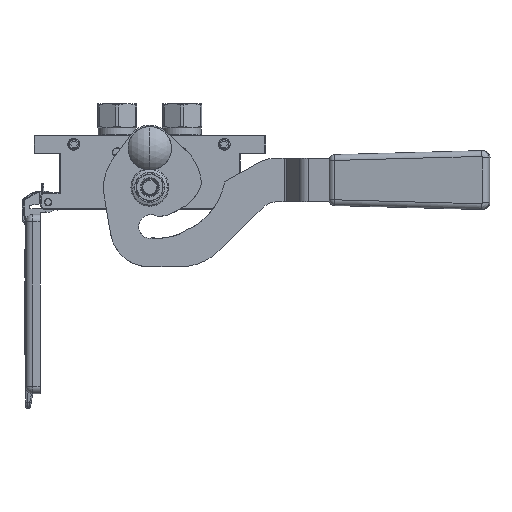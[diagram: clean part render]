
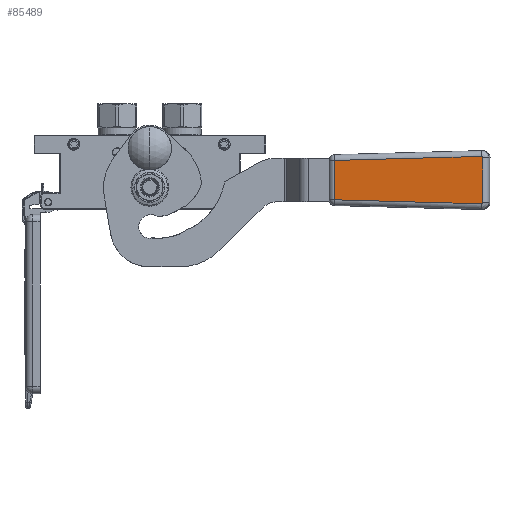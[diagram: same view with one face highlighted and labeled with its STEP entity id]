
A CAD part, front view. The second image highlights one B-rep face of the part: STEP entity #85489.
In plain terms, the highlighted face is planar.
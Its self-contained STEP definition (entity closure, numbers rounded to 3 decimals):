
#1326 = ORIENTED_EDGE ( 'NONE', *, *, #60915, .F. ) ;
#3167 = EDGE_CURVE ( 'NONE', #17986, #70207, #75661, .T. ) ;
#5397 = CARTESIAN_POINT ( 'NONE',  ( 16.363, 0.069, -5.081 ) ) ;
#6840 = VECTOR ( 'NONE', #24806, 1000. ) ;
#7759 = B_SPLINE_CURVE_WITH_KNOTS ( 'NONE', 3,
 ( #65639, #64674, #80309, #94919, #79003, #65301, #35875, #95226, #43346, #34916, #5397 ),
 .UNSPECIFIED., .F., .F.,
 ( 4, 1, 1, 1, 1, 1, 1, 1, 4 ),
 ( 0., 0.125, 0.25, 0.375, 0.5, 0.625, 0.75, 0.875, 1. ),
 .UNSPECIFIED. ) ;
#9109 = EDGE_LOOP ( 'NONE', ( #42705, #15842, #1326, #53804, #65455, #79615 ) ) ;
#10643 = CARTESIAN_POINT ( 'NONE',  ( -16.209, 0.061, -4.509 ) ) ;
#11290 = CARTESIAN_POINT ( 'NONE',  ( -16.301, 0.063, -4.688 ) ) ;
#12584 = CARTESIAN_POINT ( 'NONE',  ( 16.363, 0.069, -5.081 ) ) ;
#12927 = CARTESIAN_POINT ( 'NONE',  ( 13.607, 1.447, -107.054 ) ) ;
#15842 = ORIENTED_EDGE ( 'NONE', *, *, #3167, .F. ) ;
#17675 = CARTESIAN_POINT ( 'NONE',  ( 16.363, 0.069, -5.081 ) ) ;
#17793 = CARTESIAN_POINT ( 'NONE',  ( -15.363, 0.055, -4.054 ) ) ;
#17986 = VERTEX_POINT ( 'NONE', #17675 ) ;
#19075 = CARTESIAN_POINT ( 'NONE',  ( -16.363, 0.069, -5.081 ) ) ;
#21968 = EDGE_CURVE ( 'NONE', #74946, #40553, #69417, .T. ) ;
#24806 = DIRECTION ( 'NONE',  ( 1., 0., 0. ) ) ;
#26249 = CARTESIAN_POINT ( 'NONE',  ( -15.562, 0.055, -4.067 ) ) ;
#28751 = EDGE_CURVE ( 'NONE', #84738, #54163, #72205, .T. ) ;
#34916 = CARTESIAN_POINT ( 'NONE',  ( 16.364, 0.068, -5.014 ) ) ;
#35875 = CARTESIAN_POINT ( 'NONE',  ( 16.209, 0.061, -4.509 ) ) ;
#40526 = CARTESIAN_POINT ( 'NONE',  ( -15.931, 0.057, -4.223 ) ) ;
#40553 = VERTEX_POINT ( 'NONE', #70259 ) ;
#42705 = ORIENTED_EDGE ( 'NONE', *, *, #45691, .F. ) ;
#42887 = VECTOR ( 'NONE', #72267, 1000. ) ;
#43346 = CARTESIAN_POINT ( 'NONE',  ( 16.355, 0.066, -4.882 ) ) ;
#44000 = LINE ( 'NONE', #12927, #42887 ) ;
#44121 = AXIS2_PLACEMENT_3D ( 'NONE', #68545, #76707, #75725 ) ;
#45691 = EDGE_CURVE ( 'NONE', #70207, #84738, #44000, .T. ) ;
#46864 = CARTESIAN_POINT ( 'NONE',  ( -16.363, 0.069, -5.081 ) ) ;
#47371 = CARTESIAN_POINT ( 'NONE',  ( -16.084, 0.059, -4.352 ) ) ;
#53804 = ORIENTED_EDGE ( 'NONE', *, *, #21968, .F. ) ;
#54163 = VERTEX_POINT ( 'NONE', #46864 ) ;
#55948 = VECTOR ( 'NONE', #71254, 1000. ) ;
#56500 = CARTESIAN_POINT ( 'NONE',  ( -15.363, 0.055, -4.054 ) ) ;
#60915 = EDGE_CURVE ( 'NONE', #40553, #17986, #7759, .T. ) ;
#61055 = CARTESIAN_POINT ( 'NONE',  ( -15.363, 0.055, -4.054 ) ) ;
#62782 = VECTOR ( 'NONE', #93874, 1000. ) ;
#64674 = CARTESIAN_POINT ( 'NONE',  ( 15.43, 0.055, -4.054 ) ) ;
#65301 = CARTESIAN_POINT ( 'NONE',  ( 16.084, 0.059, -4.352 ) ) ;
#65455 = ORIENTED_EDGE ( 'NONE', *, *, #85170, .F. ) ;
#65639 = CARTESIAN_POINT ( 'NONE',  ( 15.363, 0.055, -4.054 ) ) ;
#66752 = CARTESIAN_POINT ( 'NONE',  ( 13.607, 1.447, -107.054 ) ) ;
#68545 = CARTESIAN_POINT ( 'NONE',  ( 50., 1.5, -111. ) ) ;
#69199 = PLANE ( 'NONE',  #44121 ) ;
#69417 = LINE ( 'NONE', #61055, #6840 ) ;
#69631 = CARTESIAN_POINT ( 'NONE',  ( -15.43, 0.055, -4.054 ) ) ;
#70207 = VERTEX_POINT ( 'NONE', #66752 ) ;
#70259 = CARTESIAN_POINT ( 'NONE',  ( 15.363, 0.055, -4.054 ) ) ;
#70599 = CARTESIAN_POINT ( 'NONE',  ( -16.364, 0.068, -5.014 ) ) ;
#71254 = DIRECTION ( 'NONE',  ( -0.027, 0.014, -1. ) ) ;
#72205 = LINE ( 'NONE', #86089, #62782 ) ;
#72267 = DIRECTION ( 'NONE',  ( -1., 0., 0. ) ) ;
#74946 = VERTEX_POINT ( 'NONE', #56500 ) ;
#75661 = LINE ( 'NONE', #12584, #55948 ) ;
#75725 = DIRECTION ( 'NONE',  ( 0., -0.014, 1. ) ) ;
#76707 = DIRECTION ( 'NONE',  ( 0., 1., 0.014 ) ) ;
#76863 = FACE_OUTER_BOUND ( 'NONE', #9109, .T. ) ;
#79003 = CARTESIAN_POINT ( 'NONE',  ( 15.931, 0.057, -4.223 ) ) ;
#79615 = ORIENTED_EDGE ( 'NONE', *, *, #28751, .F. ) ;
#80309 = CARTESIAN_POINT ( 'NONE',  ( 15.562, 0.055, -4.067 ) ) ;
#84334 = CARTESIAN_POINT ( 'NONE',  ( -16.355, 0.066, -4.882 ) ) ;
#84738 = VERTEX_POINT ( 'NONE', #88668 ) ;
#85170 = EDGE_CURVE ( 'NONE', #54163, #74946, #86117, .T. ) ;
#85489 = ADVANCED_FACE ( 'NONE', ( #76863 ), #69199, .F. ) ;
#86089 = CARTESIAN_POINT ( 'NONE',  ( -13.607, 1.447, -107.054 ) ) ;
#86117 = B_SPLINE_CURVE_WITH_KNOTS ( 'NONE', 3,
 ( #19075, #70599, #84334, #11290, #10643, #47371, #40526, #92405, #26249, #69631, #17793 ),
 .UNSPECIFIED., .F., .F.,
 ( 4, 1, 1, 1, 1, 1, 1, 1, 4 ),
 ( 0., 0.125, 0.25, 0.375, 0.5, 0.625, 0.75, 0.875, 1. ),
 .UNSPECIFIED. ) ;
#88668 = CARTESIAN_POINT ( 'NONE',  ( -13.607, 1.447, -107.054 ) ) ;
#92405 = CARTESIAN_POINT ( 'NONE',  ( -15.754, 0.056, -4.127 ) ) ;
#93874 = DIRECTION ( 'NONE',  ( -0.027, -0.014, 1. ) ) ;
#94919 = CARTESIAN_POINT ( 'NONE',  ( 15.754, 0.056, -4.127 ) ) ;
#95226 = CARTESIAN_POINT ( 'NONE',  ( 16.301, 0.063, -4.688 ) ) ;
